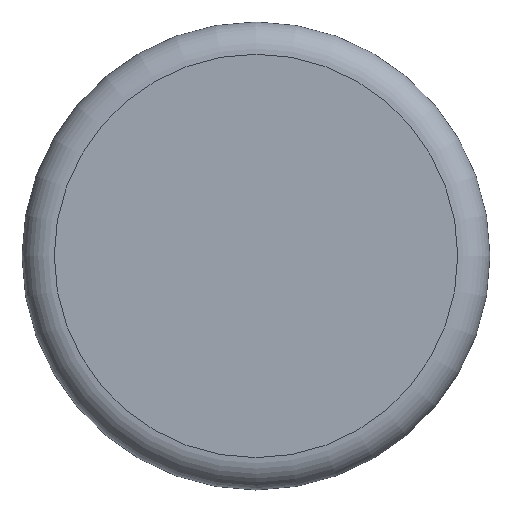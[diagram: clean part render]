
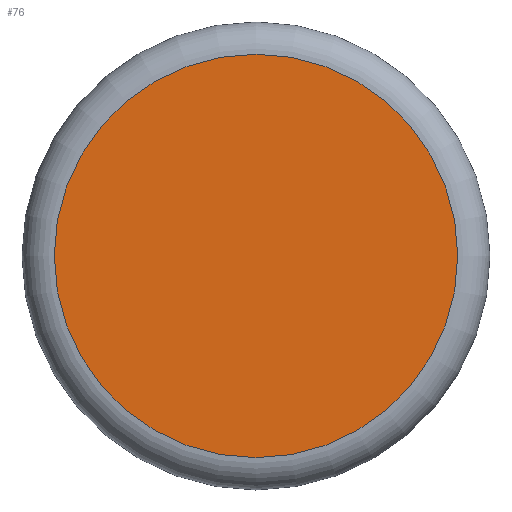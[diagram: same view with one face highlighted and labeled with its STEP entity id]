
A CAD part, top view. The second image highlights one B-rep face of the part: STEP entity #76.
In plain terms, the highlighted planar face has unit normal (0, 0, 1).
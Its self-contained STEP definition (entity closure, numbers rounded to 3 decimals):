
#16=PLANE('',#100);
#27=FACE_OUTER_BOUND('',#33,.T.);
#33=EDGE_LOOP('',(#65));
#38=CIRCLE('',#95,12.5);
#44=VERTEX_POINT('',#136);
#49=EDGE_CURVE('',#44,#44,#38,.T.);
#65=ORIENTED_EDGE('',*,*,#49,.F.);
#76=ADVANCED_FACE('',(#27),#16,.T.);
#95=AXIS2_PLACEMENT_3D('',#137,#110,#111);
#100=AXIS2_PLACEMENT_3D('',#145,#121,#122);
#110=DIRECTION('center_axis',(0.,0.,-1.));
#111=DIRECTION('ref_axis',(1.,0.,0.));
#121=DIRECTION('center_axis',(0.,0.,1.));
#122=DIRECTION('ref_axis',(1.,0.,0.));
#136=CARTESIAN_POINT('',(-12.5,0.,2.2));
#137=CARTESIAN_POINT('Origin',(0.,0.,2.2));
#145=CARTESIAN_POINT('Origin',(0.,0.,2.2));
